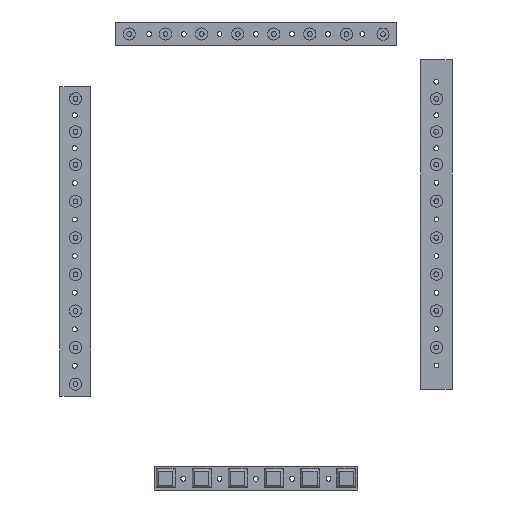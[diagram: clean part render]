
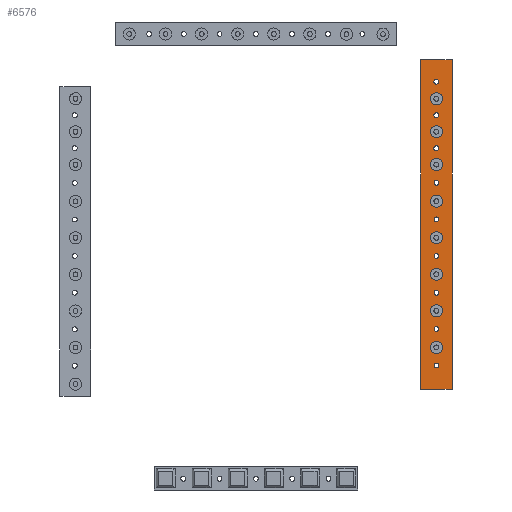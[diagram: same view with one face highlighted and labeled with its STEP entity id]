
A CAD part, front view. The second image highlights one B-rep face of the part: STEP entity #6576.
In plain terms, the highlighted planar face has unit normal (0, -1, 0).
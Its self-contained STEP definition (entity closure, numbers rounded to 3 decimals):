
#76=FACE_BOUND('',#1190,.T.);
#77=FACE_BOUND('',#1191,.T.);
#78=FACE_BOUND('',#1192,.T.);
#79=FACE_BOUND('',#1193,.T.);
#80=FACE_BOUND('',#1194,.T.);
#81=FACE_BOUND('',#1195,.T.);
#82=FACE_BOUND('',#1196,.T.);
#83=FACE_BOUND('',#1197,.T.);
#84=FACE_BOUND('',#1198,.T.);
#85=FACE_BOUND('',#1199,.T.);
#86=FACE_BOUND('',#1200,.T.);
#87=FACE_BOUND('',#1201,.T.);
#88=FACE_BOUND('',#1202,.T.);
#89=FACE_BOUND('',#1203,.T.);
#90=FACE_BOUND('',#1204,.T.);
#91=FACE_BOUND('',#1205,.T.);
#92=FACE_BOUND('',#1206,.T.);
#340=PLANE('',#7102);
#712=FACE_OUTER_BOUND('',#1189,.T.);
#1189=EDGE_LOOP('',(#5354,#5355,#5356,#5357));
#1190=EDGE_LOOP('',(#5358));
#1191=EDGE_LOOP('',(#5359));
#1192=EDGE_LOOP('',(#5360));
#1193=EDGE_LOOP('',(#5361));
#1194=EDGE_LOOP('',(#5362));
#1195=EDGE_LOOP('',(#5363));
#1196=EDGE_LOOP('',(#5364));
#1197=EDGE_LOOP('',(#5365));
#1198=EDGE_LOOP('',(#5366));
#1199=EDGE_LOOP('',(#5367));
#1200=EDGE_LOOP('',(#5368));
#1201=EDGE_LOOP('',(#5369));
#1202=EDGE_LOOP('',(#5370));
#1203=EDGE_LOOP('',(#5371));
#1204=EDGE_LOOP('',(#5372));
#1205=EDGE_LOOP('',(#5373));
#1206=EDGE_LOOP('',(#5374));
#1839=LINE('',#10225,#2531);
#1843=LINE('',#10233,#2535);
#1846=LINE('',#10239,#2538);
#1849=LINE('',#10244,#2541);
#2531=VECTOR('',#8333,10.);
#2535=VECTOR('',#8339,10.);
#2538=VECTOR('',#8344,10.);
#2541=VECTOR('',#8349,10.);
#2947=CIRCLE('',#7031,2.5);
#2948=CIRCLE('',#7034,2.5);
#2949=CIRCLE('',#7037,2.5);
#2950=CIRCLE('',#7040,2.5);
#2951=CIRCLE('',#7043,2.5);
#2952=CIRCLE('',#7046,2.5);
#2953=CIRCLE('',#7049,2.5);
#2954=CIRCLE('',#7052,2.5);
#2956=CIRCLE('',#7072,1.);
#2958=CIRCLE('',#7075,1.);
#2960=CIRCLE('',#7078,1.);
#2962=CIRCLE('',#7081,1.);
#2964=CIRCLE('',#7084,1.);
#2966=CIRCLE('',#7087,1.);
#2968=CIRCLE('',#7090,1.);
#2970=CIRCLE('',#7093,1.);
#2972=CIRCLE('',#7096,1.);
#3303=VERTEX_POINT('',#10081);
#3304=VERTEX_POINT('',#10086);
#3305=VERTEX_POINT('',#10091);
#3306=VERTEX_POINT('',#10096);
#3307=VERTEX_POINT('',#10101);
#3308=VERTEX_POINT('',#10106);
#3309=VERTEX_POINT('',#10111);
#3310=VERTEX_POINT('',#10116);
#3320=VERTEX_POINT('',#10171);
#3322=VERTEX_POINT('',#10177);
#3324=VERTEX_POINT('',#10183);
#3326=VERTEX_POINT('',#10189);
#3328=VERTEX_POINT('',#10195);
#3330=VERTEX_POINT('',#10201);
#3332=VERTEX_POINT('',#10207);
#3334=VERTEX_POINT('',#10213);
#3336=VERTEX_POINT('',#10219);
#3337=VERTEX_POINT('',#10223);
#3338=VERTEX_POINT('',#10224);
#3341=VERTEX_POINT('',#10232);
#3343=VERTEX_POINT('',#10238);
#3986=EDGE_CURVE('',#3303,#3303,#2947,.T.);
#3988=EDGE_CURVE('',#3304,#3304,#2948,.T.);
#3990=EDGE_CURVE('',#3305,#3305,#2949,.T.);
#3992=EDGE_CURVE('',#3306,#3306,#2950,.T.);
#3994=EDGE_CURVE('',#3307,#3307,#2951,.T.);
#3996=EDGE_CURVE('',#3308,#3308,#2952,.T.);
#3998=EDGE_CURVE('',#3309,#3309,#2953,.T.);
#4000=EDGE_CURVE('',#3310,#3310,#2954,.T.);
#4028=EDGE_CURVE('',#3320,#3320,#2956,.T.);
#4031=EDGE_CURVE('',#3322,#3322,#2958,.T.);
#4034=EDGE_CURVE('',#3324,#3324,#2960,.T.);
#4037=EDGE_CURVE('',#3326,#3326,#2962,.T.);
#4040=EDGE_CURVE('',#3328,#3328,#2964,.T.);
#4043=EDGE_CURVE('',#3330,#3330,#2966,.T.);
#4046=EDGE_CURVE('',#3332,#3332,#2968,.T.);
#4049=EDGE_CURVE('',#3334,#3334,#2970,.T.);
#4052=EDGE_CURVE('',#3336,#3336,#2972,.T.);
#4053=EDGE_CURVE('',#3337,#3338,#1839,.T.);
#4057=EDGE_CURVE('',#3341,#3337,#1843,.T.);
#4060=EDGE_CURVE('',#3343,#3341,#1846,.T.);
#4063=EDGE_CURVE('',#3338,#3343,#1849,.T.);
#5354=ORIENTED_EDGE('',*,*,#4063,.F.);
#5355=ORIENTED_EDGE('',*,*,#4053,.F.);
#5356=ORIENTED_EDGE('',*,*,#4057,.F.);
#5357=ORIENTED_EDGE('',*,*,#4060,.F.);
#5358=ORIENTED_EDGE('',*,*,#3986,.T.);
#5359=ORIENTED_EDGE('',*,*,#3988,.T.);
#5360=ORIENTED_EDGE('',*,*,#3990,.T.);
#5361=ORIENTED_EDGE('',*,*,#3992,.T.);
#5362=ORIENTED_EDGE('',*,*,#3994,.T.);
#5363=ORIENTED_EDGE('',*,*,#3996,.T.);
#5364=ORIENTED_EDGE('',*,*,#3998,.T.);
#5365=ORIENTED_EDGE('',*,*,#4000,.T.);
#5366=ORIENTED_EDGE('',*,*,#4052,.F.);
#5367=ORIENTED_EDGE('',*,*,#4049,.F.);
#5368=ORIENTED_EDGE('',*,*,#4046,.F.);
#5369=ORIENTED_EDGE('',*,*,#4043,.F.);
#5370=ORIENTED_EDGE('',*,*,#4040,.F.);
#5371=ORIENTED_EDGE('',*,*,#4037,.F.);
#5372=ORIENTED_EDGE('',*,*,#4034,.F.);
#5373=ORIENTED_EDGE('',*,*,#4031,.F.);
#5374=ORIENTED_EDGE('',*,*,#4028,.F.);
#6576=ADVANCED_FACE('',(#712,#76,#77,#78,#79,#80,#81,#82,#83,#84,#85,#86,
#87,#88,#89,#90,#91,#92),#340,.F.);
#7031=AXIS2_PLACEMENT_3D('',#10082,#8158,#8159);
#7034=AXIS2_PLACEMENT_3D('',#10087,#8165,#8166);
#7037=AXIS2_PLACEMENT_3D('',#10092,#8172,#8173);
#7040=AXIS2_PLACEMENT_3D('',#10097,#8179,#8180);
#7043=AXIS2_PLACEMENT_3D('',#10102,#8186,#8187);
#7046=AXIS2_PLACEMENT_3D('',#10107,#8193,#8194);
#7049=AXIS2_PLACEMENT_3D('',#10112,#8200,#8201);
#7052=AXIS2_PLACEMENT_3D('',#10117,#8207,#8208);
#7072=AXIS2_PLACEMENT_3D('',#10173,#8273,#8274);
#7075=AXIS2_PLACEMENT_3D('',#10179,#8280,#8281);
#7078=AXIS2_PLACEMENT_3D('',#10185,#8287,#8288);
#7081=AXIS2_PLACEMENT_3D('',#10191,#8294,#8295);
#7084=AXIS2_PLACEMENT_3D('',#10197,#8301,#8302);
#7087=AXIS2_PLACEMENT_3D('',#10203,#8308,#8309);
#7090=AXIS2_PLACEMENT_3D('',#10209,#8315,#8316);
#7093=AXIS2_PLACEMENT_3D('',#10215,#8322,#8323);
#7096=AXIS2_PLACEMENT_3D('',#10221,#8329,#8330);
#7102=AXIS2_PLACEMENT_3D('',#10247,#8353,#8354);
#8158=DIRECTION('center_axis',(0.,1.,0.));
#8159=DIRECTION('ref_axis',(1.,0.,0.));
#8165=DIRECTION('center_axis',(0.,1.,0.));
#8166=DIRECTION('ref_axis',(1.,0.,0.));
#8172=DIRECTION('center_axis',(0.,1.,0.));
#8173=DIRECTION('ref_axis',(1.,0.,0.));
#8179=DIRECTION('center_axis',(0.,1.,0.));
#8180=DIRECTION('ref_axis',(1.,0.,0.));
#8186=DIRECTION('center_axis',(0.,1.,0.));
#8187=DIRECTION('ref_axis',(1.,0.,0.));
#8193=DIRECTION('center_axis',(0.,1.,0.));
#8194=DIRECTION('ref_axis',(1.,0.,0.));
#8200=DIRECTION('center_axis',(0.,1.,0.));
#8201=DIRECTION('ref_axis',(1.,0.,0.));
#8207=DIRECTION('center_axis',(0.,1.,0.));
#8208=DIRECTION('ref_axis',(1.,0.,0.));
#8273=DIRECTION('center_axis',(0.,-1.,0.));
#8274=DIRECTION('ref_axis',(1.,0.,0.));
#8280=DIRECTION('center_axis',(0.,-1.,0.));
#8281=DIRECTION('ref_axis',(1.,0.,0.));
#8287=DIRECTION('center_axis',(0.,-1.,0.));
#8288=DIRECTION('ref_axis',(1.,0.,0.));
#8294=DIRECTION('center_axis',(0.,-1.,0.));
#8295=DIRECTION('ref_axis',(1.,0.,0.));
#8301=DIRECTION('center_axis',(0.,-1.,0.));
#8302=DIRECTION('ref_axis',(1.,0.,0.));
#8308=DIRECTION('center_axis',(0.,-1.,0.));
#8309=DIRECTION('ref_axis',(1.,0.,0.));
#8315=DIRECTION('center_axis',(0.,-1.,0.));
#8316=DIRECTION('ref_axis',(1.,0.,0.));
#8322=DIRECTION('center_axis',(0.,-1.,0.));
#8323=DIRECTION('ref_axis',(1.,0.,0.));
#8329=DIRECTION('center_axis',(0.,-1.,0.));
#8330=DIRECTION('ref_axis',(1.,0.,0.));
#8333=DIRECTION('',(0.,0.,-1.));
#8339=DIRECTION('',(1.,0.,0.));
#8344=DIRECTION('',(0.,0.,1.));
#8349=DIRECTION('',(-1.,0.,0.));
#8353=DIRECTION('center_axis',(0.,1.,0.));
#8354=DIRECTION('ref_axis',(1.,0.,0.));
#10081=CARTESIAN_POINT('',(72.051,0.,37.747));
#10082=CARTESIAN_POINT('Origin',(74.551,0.,37.747));
#10086=CARTESIAN_POINT('',(72.051,0.,-22.653));
#10087=CARTESIAN_POINT('Origin',(74.551,0.,-22.653));
#10091=CARTESIAN_POINT('',(72.051,0.,-7.55));
#10092=CARTESIAN_POINT('Origin',(74.551,0.,-7.55));
#10096=CARTESIAN_POINT('',(72.051,0.,51.347));
#10097=CARTESIAN_POINT('Origin',(74.551,0.,51.347));
#10101=CARTESIAN_POINT('',(72.051,0.,22.647));
#10102=CARTESIAN_POINT('Origin',(74.551,0.,22.647));
#10106=CARTESIAN_POINT('',(72.051,0.,-37.755));
#10107=CARTESIAN_POINT('Origin',(74.551,0.,-37.755));
#10111=CARTESIAN_POINT('',(72.051,0.,7.547));
#10112=CARTESIAN_POINT('Origin',(74.551,0.,7.547));
#10116=CARTESIAN_POINT('',(72.051,0.,64.947));
#10117=CARTESIAN_POINT('Origin',(74.551,0.,64.947));
#10171=CARTESIAN_POINT('',(73.5,0.,44.5));
#10173=CARTESIAN_POINT('Origin',(74.5,0.,44.5));
#10177=CARTESIAN_POINT('',(73.582,0.,-45.208));
#10179=CARTESIAN_POINT('Origin',(74.582,0.,-45.208));
#10183=CARTESIAN_POINT('',(73.551,0.,58.142));
#10185=CARTESIAN_POINT('Origin',(74.551,0.,58.142));
#10189=CARTESIAN_POINT('',(73.551,0.,72.017));
#10191=CARTESIAN_POINT('Origin',(74.551,0.,72.017));
#10195=CARTESIAN_POINT('',(73.582,0.,0.003));
#10197=CARTESIAN_POINT('Origin',(74.582,0.,0.003));
#10201=CARTESIAN_POINT('',(73.582,0.,-15.212));
#10203=CARTESIAN_POINT('Origin',(74.582,0.,-15.212));
#10207=CARTESIAN_POINT('',(73.582,0.,30.233));
#10209=CARTESIAN_POINT('Origin',(74.582,0.,30.233));
#10213=CARTESIAN_POINT('',(73.582,0.,15.118));
#10215=CARTESIAN_POINT('Origin',(74.582,0.,15.118));
#10219=CARTESIAN_POINT('',(73.582,0.,-30.118));
#10221=CARTESIAN_POINT('Origin',(74.582,0.,-30.118));
#10223=CARTESIAN_POINT('',(81.051,0.,80.995));
#10224=CARTESIAN_POINT('',(81.051,0.,-55.005));
#10225=CARTESIAN_POINT('',(81.051,0.,80.995));
#10232=CARTESIAN_POINT('',(68.051,0.,80.995));
#10233=CARTESIAN_POINT('',(68.051,0.,80.995));
#10238=CARTESIAN_POINT('',(68.051,0.,-55.005));
#10239=CARTESIAN_POINT('',(68.051,0.,-55.005));
#10244=CARTESIAN_POINT('',(81.051,0.,-55.005));
#10247=CARTESIAN_POINT('Origin',(74.551,0.,12.995));
